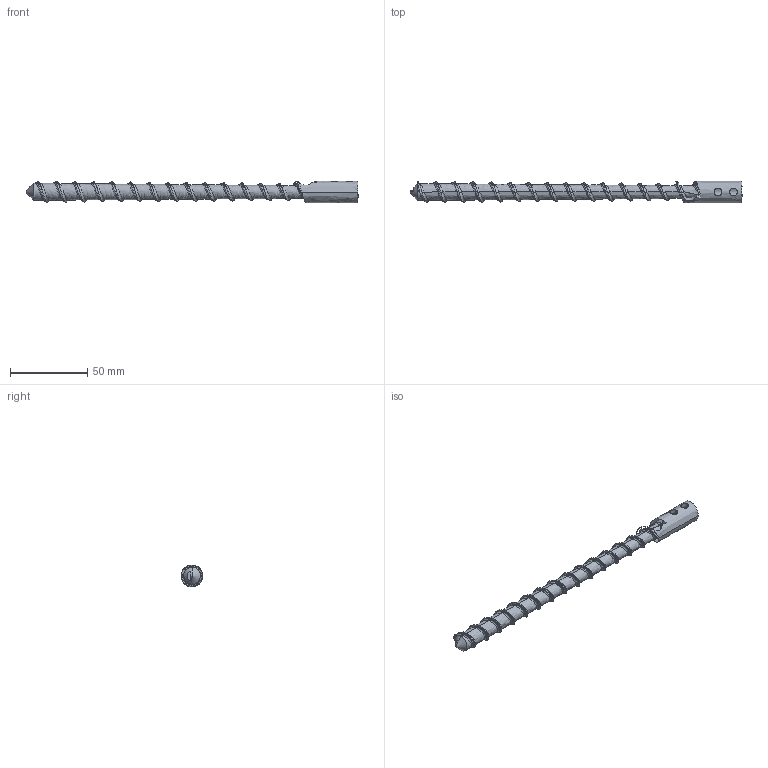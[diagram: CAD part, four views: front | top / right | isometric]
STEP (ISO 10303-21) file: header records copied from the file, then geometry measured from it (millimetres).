
FILE_DESCRIPTION (( 'STEP AP203' ), '1' );
FILE_NAME ('piece 1 - vis extrusion_ acier stp.STEP', '2021-02-11T09:56:10', ( '' ), ( '' ), 'SwSTEP 2.0', 'SolidWorks 2020', '' );
FILE_SCHEMA (( 'CONFIG_CONTROL_DESIGN' ));
Length unit declared in the file: millimetre
Products named in the file (1): piece 1 - vis extrusion_ acier stp
Bounding box: 214.62 x 14 x 14 mm (x, y, z)
Surface area: 12272.8 mm2 (no closed solid volume)
Topology: 0 solids, 18 shells, 92 faces, 358 edges, 222 vertices
Faces by surface type: bspline 81, plane 11
Entity records: 38675 total; most frequent: CARTESIAN_POINT 36941, ORIENTED_EDGE 450, EDGE_CURVE 318, B_SPLINE_CURVE_WITH_KNOTS 295, VERTEX_POINT 222, EDGE_LOOP 98, ADVANCED_FACE 92, FACE_OUTER_BOUND 92
